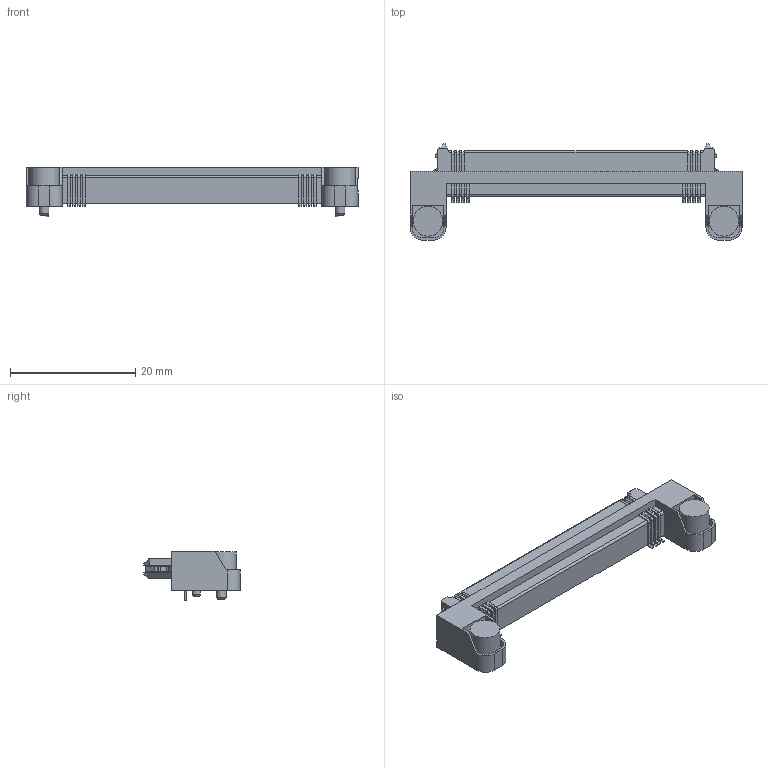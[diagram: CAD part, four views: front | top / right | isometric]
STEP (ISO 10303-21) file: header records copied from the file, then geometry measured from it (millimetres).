
FILE_DESCRIPTION(/* description */ (''),/* implementation_level */ '2;1');
FILE_NAME(/* name */ 'SAMTEC_ERM8-050-01-L-D-RA-K-TR.stp',/* time_stamp */ '2015-02-23T12:46:10+01:00',/* author */ ('admchouv'),/* organization */ (''),/* preprocessor_version */ 'ST-DEVELOPER v15.5',/* originating_system */ 'AutoCAD Mechanical',/* authorisation */ '');
FILE_SCHEMA (('AUTOMOTIVE_DESIGN { 1 0 10303 214 3 1 1 }'));
Length unit declared in the file: millimetre
Products named in the file (1): Product
Bounding box: 53 x 15.36 x 7.93 mm (x, y, z)
Volume: 1913.3 mm3; surface area: 2861.3 mm2
Topology: 32 solids, 32 shells, 553 faces, 1468 edges, 967 vertices
Faces by surface type: plane 428, cylinder 120, bspline 3, cone 2
Full cylindrical faces by diameter (mm): 1.32 x1, 1.575 x2, 4.75 x2
Entity records: 17689 total; most frequent: CARTESIAN_POINT 3672, ORIENTED_EDGE 2922, DIRECTION 2809, EDGE_CURVE 1461, LINE 1205, VECTOR 1205, VERTEX_POINT 967, AXIS2_PLACEMENT_3D 802
